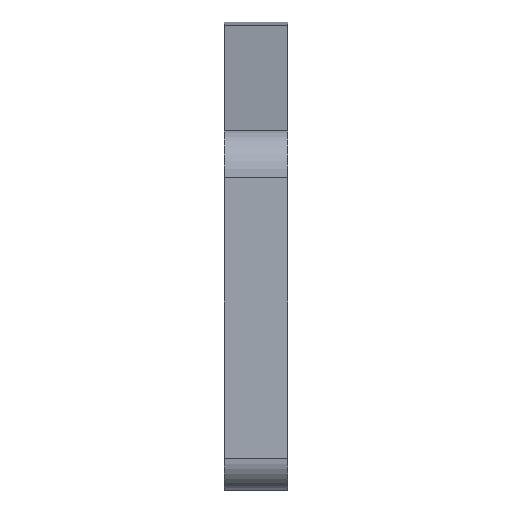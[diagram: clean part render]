
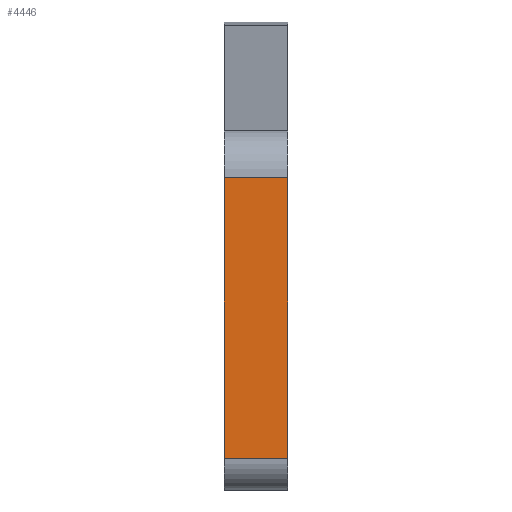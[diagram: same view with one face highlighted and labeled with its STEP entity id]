
A CAD part, left-side view. The second image highlights one B-rep face of the part: STEP entity #4446.
In plain terms, the highlighted planar face has unit normal (-1, 0, 0).
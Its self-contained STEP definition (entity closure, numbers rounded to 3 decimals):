
#807=ORIENTED_EDGE('',*,*,#1986,.T.);
#808=ORIENTED_EDGE('',*,*,#1988,.T.);
#809=ORIENTED_EDGE('',*,*,#1989,.F.);
#810=ORIENTED_EDGE('',*,*,#1990,.F.);
#1986=EDGE_CURVE('',#2559,#2558,#2954,.T.);
#1988=EDGE_CURVE('',#2558,#2560,#2955,.T.);
#1989=EDGE_CURVE('',#2561,#2560,#2956,.T.);
#1990=EDGE_CURVE('',#2559,#2561,#2957,.T.);
#2558=VERTEX_POINT('',#7264);
#2559=VERTEX_POINT('',#7266);
#2560=VERTEX_POINT('',#7270);
#2561=VERTEX_POINT('',#7272);
#2954=LINE('',#7265,#3357);
#2955=LINE('',#7269,#3358);
#2956=LINE('',#7271,#3359);
#2957=LINE('',#7273,#3360);
#3357=VECTOR('',#5771,1000.);
#3358=VECTOR('',#5776,1000.);
#3359=VECTOR('',#5777,1000.);
#3360=VECTOR('',#5778,1000.);
#3614=EDGE_LOOP('',(#807,#808,#809,#810));
#3945=FACE_BOUND('',#3614,.T.);
#4237=PLANE('',#4850);
#4446=ADVANCED_FACE('',(#3945),#4237,.F.);
#4850=AXIS2_PLACEMENT_3D('',#7268,#5774,#5775);
#5771=DIRECTION('',(0.,1.,0.));
#5774=DIRECTION('',(1.,0.,0.));
#5775=DIRECTION('',(0.,0.,-1.));
#5776=DIRECTION('',(0.,0.,-1.));
#5777=DIRECTION('',(0.,1.,0.));
#5778=DIRECTION('',(0.,0.,-1.));
#7264=CARTESIAN_POINT('',(-140.,10.,14.759));
#7265=CARTESIAN_POINT('',(-140.,-10.,14.759));
#7266=CARTESIAN_POINT('',(-140.,-10.,14.759));
#7268=CARTESIAN_POINT('',(-140.,-10.,-74.));
#7269=CARTESIAN_POINT('',(-140.,10.,-74.));
#7270=CARTESIAN_POINT('',(-140.,10.,-74.));
#7271=CARTESIAN_POINT('',(-140.,-10.,-74.));
#7272=CARTESIAN_POINT('',(-140.,-10.,-74.));
#7273=CARTESIAN_POINT('',(-140.,-10.,-74.));
